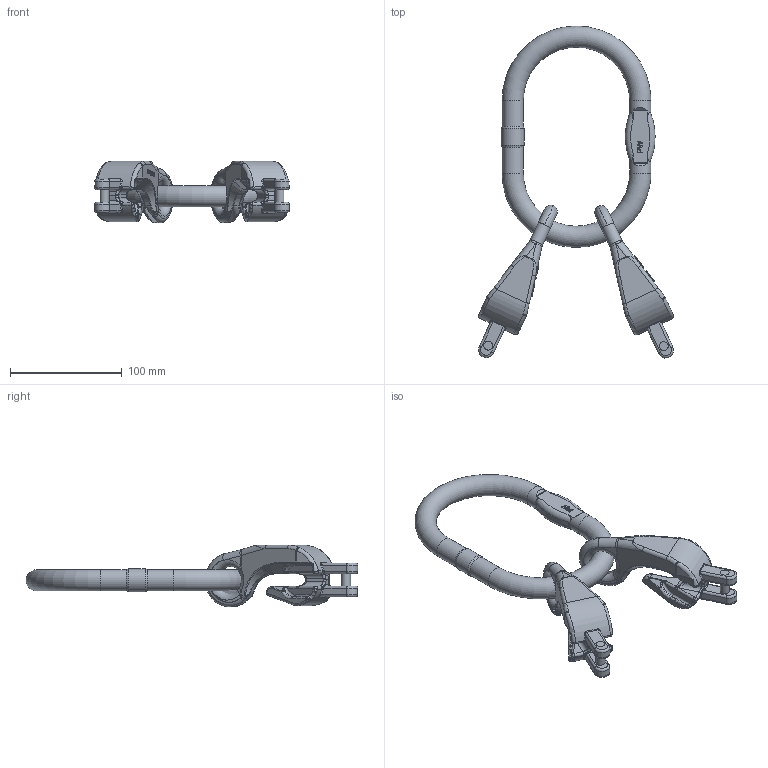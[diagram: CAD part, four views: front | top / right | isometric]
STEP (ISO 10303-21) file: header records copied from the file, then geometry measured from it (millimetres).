
FILE_DESCRIPTION(/* description */ (''),/* implementation_level */ '2;1');
FILE_NAME(/* name */ 'VXKW2-8 Kundenmodell.stp',/* time_stamp */ '2017-11-09T15:28:22+01:00',/* author */ (''),/* organization */ (''),/* preprocessor_version */ 'ST-DEVELOPER v16',/* originating_system */ 'SIEMENS PLM Software NX 11.0',/* authorisation */ '');
FILE_SCHEMA (('AUTOMOTIVE_DESIGN { 1 0 10303 214 3 1 1 1 }'));
Length unit declared in the file: millimetre
Products named in the file (1): zer1B14471C53bo
Bounding box: 174.48 x 296.77 x 54.99 mm (x, y, z)
Volume: 316472 mm3; surface area: 71325.7 mm2
Topology: 5 solids, 5 shells, 1110 faces, 2789 edges, 1712 vertices
Faces by surface type: plane 356, bspline 232, extrusion 223, cylinder 201, torus 64, sphere 24, cone 10
Full cylindrical faces by diameter (mm): 8 x6, 19 x4, 20.425 x1
Entity records: 40507 total; most frequent: CARTESIAN_POINT 16312, ORIENTED_EDGE 5492, DIRECTION 4093, EDGE_CURVE 2746, VERTEX_POINT 1704, AXIS2_PLACEMENT_3D 1404, VECTOR 1285, EDGE_LOOP 1182
